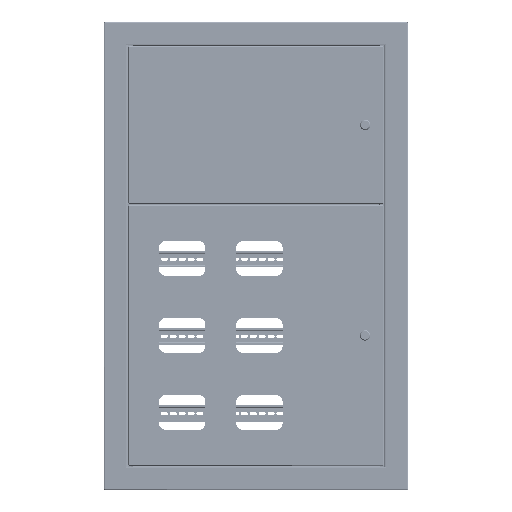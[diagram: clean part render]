
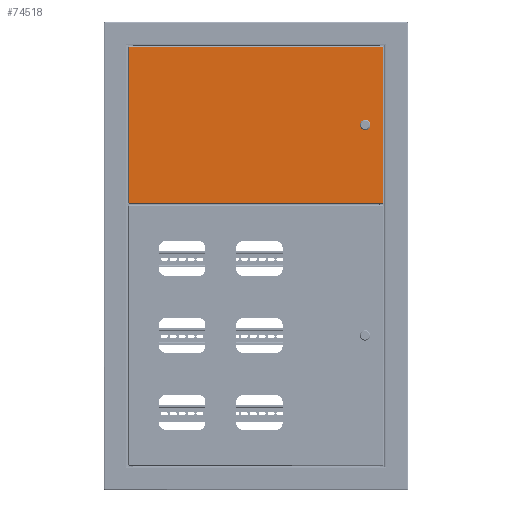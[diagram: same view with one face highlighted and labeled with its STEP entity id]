
A CAD part, top view. The second image highlights one B-rep face of the part: STEP entity #74518.
In plain terms, the highlighted planar face has unit normal (0, 0, 1).
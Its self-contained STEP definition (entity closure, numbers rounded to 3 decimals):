
#196 = VERTEX_POINT ( 'NONE', #10225 ) ;
#685 = CARTESIAN_POINT ( 'NONE',  ( 334.7, 0., 0. ) ) ;
#2325 = CARTESIAN_POINT ( 'NONE',  ( 171.849, 31.5, 0. ) ) ;
#4205 = ORIENTED_EDGE ( 'NONE', *, *, #31746, .F. ) ;
#5284 = VECTOR ( 'NONE', #60547, 1000. ) ;
#6045 = EDGE_CURVE ( 'NONE', #56304, #22436, #53584, .T. ) ;
#6921 = AXIS2_PLACEMENT_3D ( 'NONE', #62991, #45547, #21375 ) ;
#6974 = VECTOR ( 'NONE', #20571, 1000. ) ;
#10157 = DIRECTION ( 'NONE',  ( 1., 0., 0. ) ) ;
#10225 = CARTESIAN_POINT ( 'NONE',  ( 177.45, 40., 0. ) ) ;
#10678 = CARTESIAN_POINT ( 'NONE',  ( 168.2, 40., 0. ) ) ;
#11837 = PLANE ( 'NONE',  #28506 ) ;
#12195 = DIRECTION ( 'NONE',  ( 0., 1., 0. ) ) ;
#12234 = CARTESIAN_POINT ( 'NONE',  ( 171.849, 48.5, 0. ) ) ;
#13497 = ORIENTED_EDGE ( 'NONE', *, *, #54494, .F. ) ;
#14545 = DIRECTION ( 'NONE',  ( 0., -1., 0. ) ) ;
#15547 = VERTEX_POINT ( 'NONE', #2325 ) ;
#16606 = DIRECTION ( 'NONE',  ( 1., 0., 0. ) ) ;
#18506 = DIRECTION ( 'NONE',  ( 0., 0., -1. ) ) ;
#19312 = DIRECTION ( 'NONE',  ( -1., 0., 0. ) ) ;
#20571 = DIRECTION ( 'NONE',  ( 1., 0., 0. ) ) ;
#21375 = DIRECTION ( 'NONE',  ( 1., 0., 0. ) ) ;
#21739 = CIRCLE ( 'NONE', #47090, 9.25 ) ;
#22436 = VERTEX_POINT ( 'NONE', #72981 ) ;
#23321 = ORIENTED_EDGE ( 'NONE', *, *, #70515, .F. ) ;
#23508 = EDGE_LOOP ( 'NONE', ( #54413, #43727, #70099, #42345 ) ) ;
#23959 = EDGE_CURVE ( 'NONE', #42038, #15547, #33508, .T. ) ;
#27199 = LINE ( 'NONE', #31957, #67027 ) ;
#28506 = AXIS2_PLACEMENT_3D ( 'NONE', #49422, #18506, #19312 ) ;
#30029 = FACE_BOUND ( 'NONE', #71139, .T. ) ;
#30378 = LINE ( 'NONE', #685, #71303 ) ;
#30648 = EDGE_CURVE ( 'NONE', #68285, #42038, #32967, .T. ) ;
#31566 = ORIENTED_EDGE ( 'NONE', *, *, #30648, .F. ) ;
#31746 = EDGE_CURVE ( 'NONE', #53038, #68285, #48274, .T. ) ;
#31957 = CARTESIAN_POINT ( 'NONE',  ( 1.7, 544.293, 0. ) ) ;
#32967 = CIRCLE ( 'NONE', #77270, 9.25 ) ;
#33508 = LINE ( 'NONE', #46589, #58889 ) ;
#38984 = DIRECTION ( 'NONE',  ( 0., 0., 1. ) ) ;
#38995 = CARTESIAN_POINT ( 'NONE',  ( 164.551, 48.5, 0. ) ) ;
#42038 = VERTEX_POINT ( 'NONE', #58128 ) ;
#42345 = ORIENTED_EDGE ( 'NONE', *, *, #52957, .T. ) ;
#43727 = ORIENTED_EDGE ( 'NONE', *, *, #43732, .T. ) ;
#43732 = EDGE_CURVE ( 'NONE', #71678, #56304, #30378, .T. ) ;
#45547 = DIRECTION ( 'NONE',  ( 0., 0., 1. ) ) ;
#46589 = CARTESIAN_POINT ( 'NONE',  ( 171.849, 31.5, 0. ) ) ;
#47090 = AXIS2_PLACEMENT_3D ( 'NONE', #10678, #57820, #16606 ) ;
#47644 = CARTESIAN_POINT ( 'NONE',  ( 334.993, 544., 0. ) ) ;
#48274 = LINE ( 'NONE', #12234, #5284 ) ;
#49422 = CARTESIAN_POINT ( 'NONE',  ( 0., 545.7, 0. ) ) ;
#50690 = LINE ( 'NONE', #68923, #6974 ) ;
#52478 = CARTESIAN_POINT ( 'NONE',  ( 1.7, 1.7, 0. ) ) ;
#52957 = EDGE_CURVE ( 'NONE', #22436, #60932, #27199, .T. ) ;
#53038 = VERTEX_POINT ( 'NONE', #56547 ) ;
#53584 = LINE ( 'NONE', #47644, #57825 ) ;
#54225 = FACE_OUTER_BOUND ( 'NONE', #23508, .T. ) ;
#54413 = ORIENTED_EDGE ( 'NONE', *, *, #74154, .T. ) ;
#54494 = EDGE_CURVE ( 'NONE', #15547, #196, #66422, .T. ) ;
#56304 = VERTEX_POINT ( 'NONE', #60118 ) ;
#56547 = CARTESIAN_POINT ( 'NONE',  ( 171.849, 48.5, 0. ) ) ;
#57193 = CARTESIAN_POINT ( 'NONE',  ( 168.2, 40., 0. ) ) ;
#57820 = DIRECTION ( 'NONE',  ( 0., 0., 1. ) ) ;
#57825 = VECTOR ( 'NONE', #71820, 1000. ) ;
#58128 = CARTESIAN_POINT ( 'NONE',  ( 164.551, 31.5, 0. ) ) ;
#58889 = VECTOR ( 'NONE', #10157, 1000. ) ;
#60118 = CARTESIAN_POINT ( 'NONE',  ( 334.7, 544., 0. ) ) ;
#60547 = DIRECTION ( 'NONE',  ( -1., 0., 0. ) ) ;
#60932 = VERTEX_POINT ( 'NONE', #52478 ) ;
#62360 = DIRECTION ( 'NONE',  ( 1., 0., 0. ) ) ;
#62455 = CARTESIAN_POINT ( 'NONE',  ( 334.7, 1.7, 0. ) ) ;
#62991 = CARTESIAN_POINT ( 'NONE',  ( 168.2, 40., 0. ) ) ;
#66422 = CIRCLE ( 'NONE', #6921, 9.25 ) ;
#67027 = VECTOR ( 'NONE', #14545, 1000. ) ;
#68285 = VERTEX_POINT ( 'NONE', #38995 ) ;
#68923 = CARTESIAN_POINT ( 'NONE',  ( 1.7, 1.7, 0. ) ) ;
#70099 = ORIENTED_EDGE ( 'NONE', *, *, #6045, .T. ) ;
#70515 = EDGE_CURVE ( 'NONE', #196, #53038, #21739, .T. ) ;
#71139 = EDGE_LOOP ( 'NONE', ( #4205, #23321, #13497, #75822, #31566 ) ) ;
#71303 = VECTOR ( 'NONE', #12195, 1000. ) ;
#71678 = VERTEX_POINT ( 'NONE', #62455 ) ;
#71820 = DIRECTION ( 'NONE',  ( -1., 0., 0. ) ) ;
#72981 = CARTESIAN_POINT ( 'NONE',  ( 1.7, 544., 0. ) ) ;
#74154 = EDGE_CURVE ( 'NONE', #60932, #71678, #50690, .T. ) ;
#74518 = ADVANCED_FACE ( 'NONE', ( #30029, #54225 ), #11837, .F. ) ;
#75822 = ORIENTED_EDGE ( 'NONE', *, *, #23959, .F. ) ;
#77270 = AXIS2_PLACEMENT_3D ( 'NONE', #57193, #38984, #62360 ) ;
